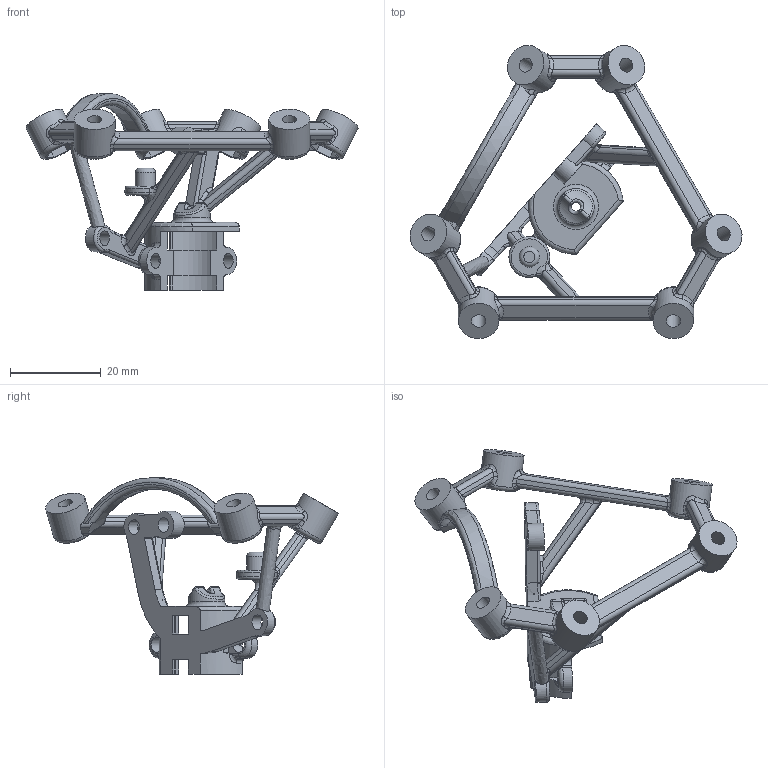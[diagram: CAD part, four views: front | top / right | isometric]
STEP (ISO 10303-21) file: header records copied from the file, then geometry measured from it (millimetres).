
FILE_DESCRIPTION(/* description */ ('Alibre Inc.'),/* implementation_level */ '2;1');
FILE_NAME(/* name */ 'export0',/* time_stamp */ '2016-07-03T18:06:28-04:00',/* author */ (''),/* organization */ (''),/* preprocessor_version */ 'ST-DEVELOPER v14',/* originating_system */ 'Alibre',/* authorisation */ '');
FILE_SCHEMA (('AUTOMOTIVE_DESIGN'));
Length unit declared in the file: centimetre
Bounding box: 73.33 x 64.74 x 43.43 mm (x, y, z)
Volume: 7463.6 mm3; surface area: 7849.9 mm2
Topology: 1 solids, 1 shells, 469 faces, 1209 edges, 740 vertices
Faces by surface type: plane 145, bspline 143, cylinder 135, torus 40, sphere 4, cone 1, extrusion 1
Full cylindrical faces by diameter (mm): 2 x1, 3.2 x7, 3.25 x4, 4.3 x1, 4.5 x1, 6 x1, 8 x1, 9 x6
Entity records: 28552 total; most frequent: CARTESIAN_POINT 18526, ORIENTED_EDGE 2274, DIRECTION 1688, EDGE_CURVE 1137, AXIS2_PLACEMENT_3D 743, VERTEX_POINT 707, EDGE_LOOP 532, FACE_BOUND 532
